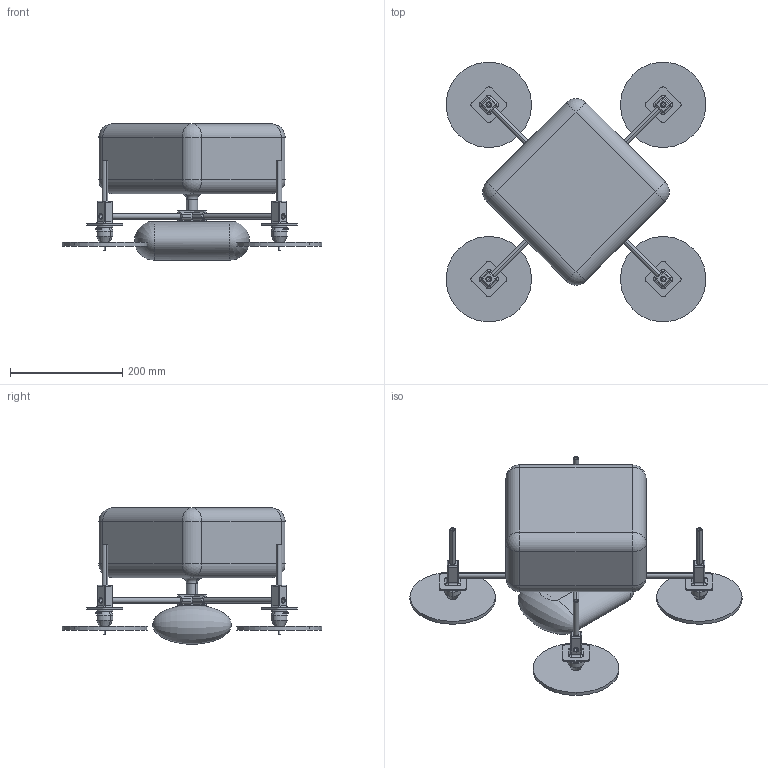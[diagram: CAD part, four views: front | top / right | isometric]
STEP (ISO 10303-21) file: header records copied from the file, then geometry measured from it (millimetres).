
FILE_DESCRIPTION((''),'2;1');
FILE_NAME('UAV_ASM','2022-10-25T10:23:43',('umesh'),(''),'CREO PARAMETRIC BY PTC INC, 2019352','CREO PARAMETRIC BY PTC INC, 2019352','');
FILE_SCHEMA(('CONFIG_CONTROL_DESIGN'));
Length unit declared in the file: millimetre
Products named in the file (34): ORIENT; MAIN_HUB; ARM_3; FLANGE_3; LEG_3; MP_3_MOTOR; MP_3_PROP; ARM_1; FLANGE_1; LEG_1; MP_1_MOTOR; MP_1_PROP; ARM_4; FLANGE_4; MP_4_MOTOR; MP_4_PROP; LEG_4; CAPSULE_FUSELAGE; BATTERY_1; GPS; BATTERY_2; VARIOMETER; AUTOPILOT; RPMTEMP; VOLTAGE; CURRENT; ARM_2; FLANGE_2; MP_2_MOTOR; MP_2_PROP; LEG_2; CARGO_CASE; CARGO; UAV_ASM
Assembly tree (33 placements, depth 2):
  UAV_ASM
    ORIENT
    MAIN_HUB
    ARM_3
    FLANGE_3
    LEG_3
    MP_3_MOTOR
    MP_3_PROP
    ARM_1
    FLANGE_1
    LEG_1
    MP_1_MOTOR
    MP_1_PROP
    ARM_4
    FLANGE_4
    MP_4_MOTOR
    MP_4_PROP
    LEG_4
    CAPSULE_FUSELAGE
    BATTERY_1
    GPS
    BATTERY_2
    VARIOMETER
    AUTOPILOT
    RPMTEMP
    VOLTAGE
    CURRENT
    ARM_2
    FLANGE_2
    MP_2_MOTOR
    MP_2_PROP
    LEG_2
    CARGO_CASE
    CARGO
Bounding box: 462.95 x 462.95 x 243.61 mm (x, y, z)
Volume: 7256572.2 mm3; surface area: 1131238.8 mm2
Topology: 44 solids, 47 shells, 714 faces, 1484 edges, 874 vertices
Faces by surface type: cylinder 366, plane 217, sphere 88, torus 18, cone 16, revolution 6, extrusion 3
Entity records: 20390 total; most frequent: CARTESIAN_POINT 4255, DIRECTION 3595, ORIENTED_EDGE 2952, EDGE_CURVE 1476, AXIS2_PLACEMENT_3D 1437, VERTEX_POINT 874, EDGE_LOOP 774, VECTOR 715
